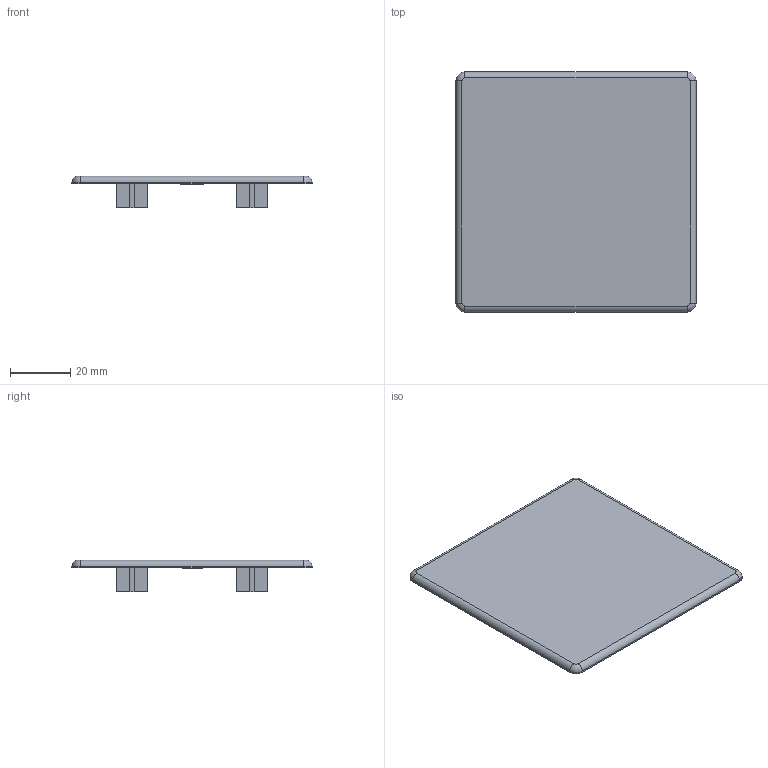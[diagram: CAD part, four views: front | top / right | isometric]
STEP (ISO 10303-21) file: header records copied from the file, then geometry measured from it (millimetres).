
FILE_DESCRIPTION (( 'STEP AP203' ), '1' );
FILE_NAME ('084.201.066.STEP', '2015-02-10T10:06:02', ( '' ), ( '' ), 'SwSTEP 2.0', 'SolidWorks 2012', '' );
FILE_SCHEMA (( 'CONFIG_CONTROL_DESIGN' ));
Length unit declared in the file: millimetre
Products named in the file (1): 084.201.066
Bounding box: 80 x 80 x 10.5 mm (x, y, z)
Volume: 16661.2 mm3; surface area: 14654.3 mm2
Topology: 1 solids, 1 shells, 126 faces, 343 edges, 226 vertices
Faces by surface type: plane 94, cylinder 28, torus 4
Entity records: 4020 total; most frequent: CARTESIAN_POINT 696, ORIENTED_EDGE 686, DIRECTION 657, EDGE_CURVE 343, VECTOR 283, LINE 283, VERTEX_POINT 226, AXIS2_PLACEMENT_3D 187
